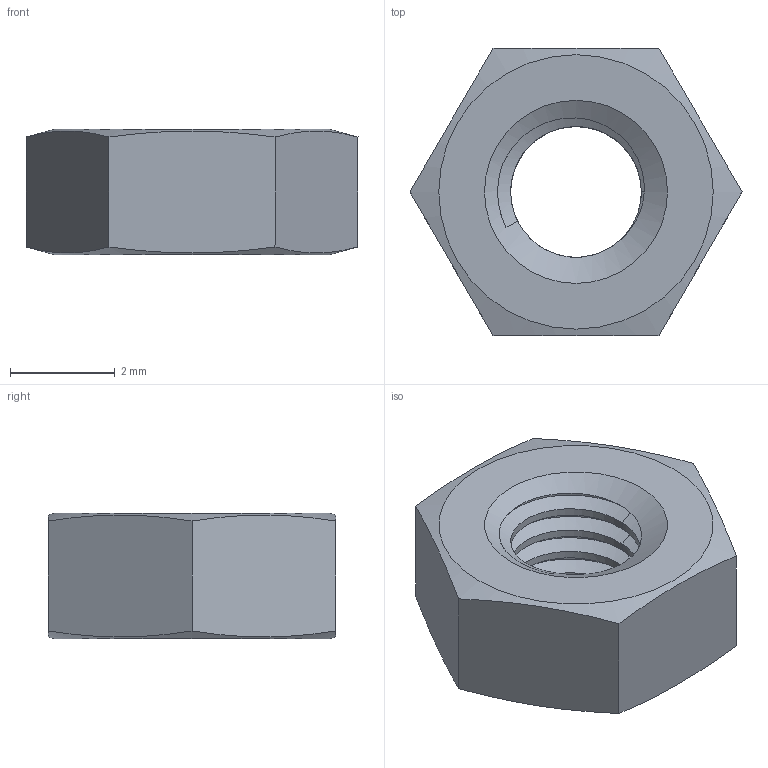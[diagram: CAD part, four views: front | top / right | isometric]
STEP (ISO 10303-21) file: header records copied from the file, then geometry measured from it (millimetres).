
FILE_DESCRIPTION(/* description */ (''),/* implementation_level */ '2;1');
FILE_NAME(/* name */ 'M3X2_4MM_HEX_NUT_1_2_3.step',/* time_stamp */ '2023-01-07T19:03:53+01:00',/* author */ (''),/* organization */ (''),/* preprocessor_version */ 'ST-DEVELOPER v19.2',/* originating_system */ 'Autodesk Translation Framework v11.17.0.187',/* authorisation */ '');
FILE_SCHEMA (('AUTOMOTIVE_DESIGN { 1 0 10303 214 3 1 1 }'));
Length unit declared in the file: millimetre
Products named in the file (1): M3X2_4MM_HEX_NUT_1_2_3
Bounding box: 6.35 x 5.5 x 2.4 mm (x, y, z)
Volume: 47.7 mm3; surface area: 111.8 mm2
Topology: 1 solids, 1 shells, 34 faces, 86 edges, 54 vertices
Faces by surface type: cylinder 11, bspline 11, plane 8, cone 4
Full cylindrical faces by diameter (mm): 2.5 x3
Entity records: 2213 total; most frequent: CARTESIAN_POINT 1488, ORIENTED_EDGE 172, DIRECTION 95, EDGE_CURVE 86, VERTEX_POINT 54, EDGE_LOOP 36, FACE_OUTER_BOUND 34, B_SPLINE_CURVE_WITH_KNOTS 34
